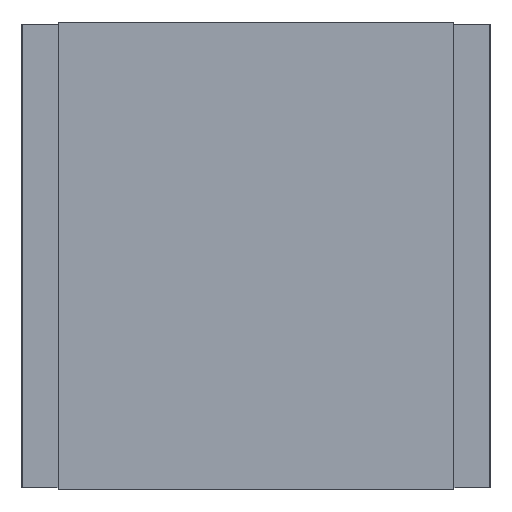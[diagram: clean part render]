
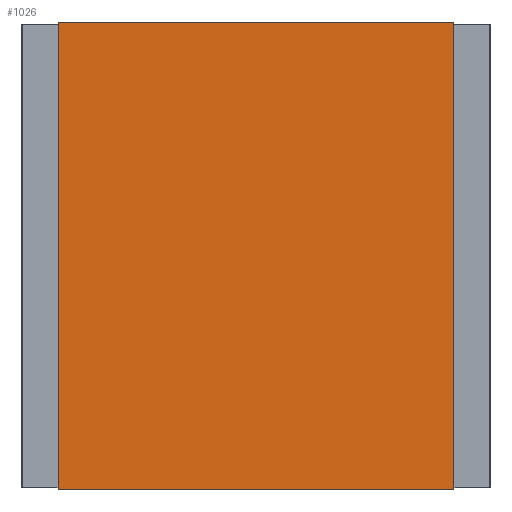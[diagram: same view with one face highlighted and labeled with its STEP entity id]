
A CAD part, left-side view. The second image highlights one B-rep face of the part: STEP entity #1026.
In plain terms, the highlighted planar face has unit normal (-1, 0, 0).
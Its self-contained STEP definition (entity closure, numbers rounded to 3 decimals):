
#951 = VERTEX_POINT('',#952);
#952 = CARTESIAN_POINT('',(-2.946,2.248,0.));
#978 = VERTEX_POINT('',#979);
#979 = CARTESIAN_POINT('',(-2.946,2.248,5.309));
#985 = EDGE_CURVE('',#978,#951,#986,.T.);
#986 = LINE('',#987,#988);
#987 = CARTESIAN_POINT('',(-2.946,2.248,5.309));
#988 = VECTOR('',#989,1.);
#989 = DIRECTION('',(0.,0.,-1.));
#1000 = EDGE_CURVE('',#951,#1001,#1003,.T.);
#1001 = VERTEX_POINT('',#1002);
#1002 = CARTESIAN_POINT('',(-2.946,-2.248,0.));
#1003 = LINE('',#1004,#1005);
#1004 = CARTESIAN_POINT('',(-2.946,2.248,0.));
#1005 = VECTOR('',#1006,1.);
#1006 = DIRECTION('',(0.,-1.,0.));
#1026 = ADVANCED_FACE('',(#1027),#1045,.F.);
#1027 = FACE_BOUND('',#1028,.F.);
#1028 = EDGE_LOOP('',(#1029,#1030,#1031,#1039));
#1029 = ORIENTED_EDGE('',*,*,#1000,.F.);
#1030 = ORIENTED_EDGE('',*,*,#985,.F.);
#1031 = ORIENTED_EDGE('',*,*,#1032,.F.);
#1032 = EDGE_CURVE('',#1033,#978,#1035,.T.);
#1033 = VERTEX_POINT('',#1034);
#1034 = CARTESIAN_POINT('',(-2.946,-2.248,5.309));
#1035 = LINE('',#1036,#1037);
#1036 = CARTESIAN_POINT('',(-2.946,-2.248,5.309));
#1037 = VECTOR('',#1038,1.);
#1038 = DIRECTION('',(0.,1.,0.));
#1039 = ORIENTED_EDGE('',*,*,#1040,.F.);
#1040 = EDGE_CURVE('',#1001,#1033,#1041,.T.);
#1041 = LINE('',#1042,#1043);
#1042 = CARTESIAN_POINT('',(-2.946,-2.248,0.));
#1043 = VECTOR('',#1044,1.);
#1044 = DIRECTION('',(0.,0.,1.));
#1045 = PLANE('',#1046);
#1046 = AXIS2_PLACEMENT_3D('',#1047,#1048,#1049);
#1047 = CARTESIAN_POINT('',(-2.946,2.248,0.));
#1048 = DIRECTION('',(1.,0.,0.));
#1049 = DIRECTION('',(0.,0.,1.));
